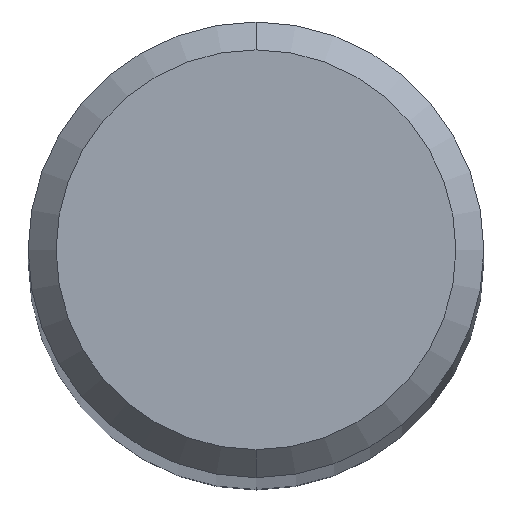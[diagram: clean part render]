
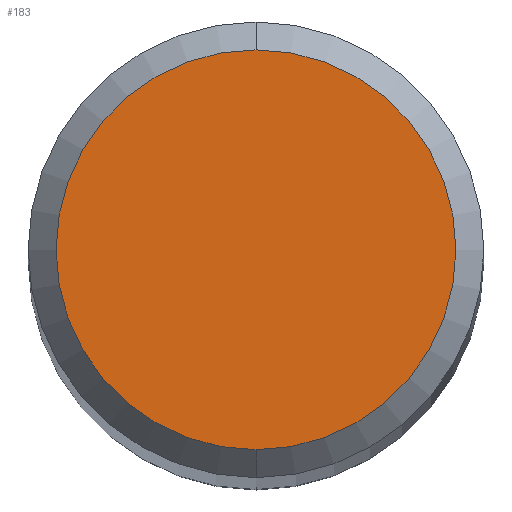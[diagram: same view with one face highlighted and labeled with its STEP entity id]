
A CAD part, top view. The second image highlights one B-rep face of the part: STEP entity #183.
In plain terms, the highlighted planar face has unit normal (0, 0, 1).
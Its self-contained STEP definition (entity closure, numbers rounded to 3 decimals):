
#159=VERTEX_POINT('',#390);
#183=ADVANCED_FACE('',(#417),#418,.T.);
#203=VERTEX_POINT('',#441);
#267=EDGE_CURVE('',#159,#203,#513,.T.);
#317=EDGE_CURVE('',#203,#159,#569,.T.);
#390=CARTESIAN_POINT('',(0.,-2.15,0.0));
#417=FACE_OUTER_BOUND('',#679,.T.);
#418=PLANE('',#680);
#441=CARTESIAN_POINT('',(0.0,2.15,0.0));
#513=CIRCLE('',#806,2.15);
#569=CIRCLE('',#877,2.15);
#679=EDGE_LOOP('',(#974,#975));
#680=AXIS2_PLACEMENT_3D('',#976,#977,#978);
#806=AXIS2_PLACEMENT_3D('',#1105,#1106,#1107);
#877=AXIS2_PLACEMENT_3D('',#1178,#1179,#1180);
#974=ORIENTED_EDGE('',*,*,#317,.F.);
#975=ORIENTED_EDGE('',*,*,#267,.F.);
#976=CARTESIAN_POINT('',(0.0,1.075,0.0));
#977=DIRECTION('',(-0.0,0.0,1.0));
#978=DIRECTION('',(0.0,-1.0,0.0));
#1105=CARTESIAN_POINT('',(0.0,0.0,0.0));
#1106=DIRECTION('',(0.0,0.0,-1.0));
#1107=DIRECTION('',(0.0,1.0,0.0));
#1178=CARTESIAN_POINT('',(0.0,0.0,0.0));
#1179=DIRECTION('',(0.0,0.0,-1.0));
#1180=DIRECTION('',(0.0,1.0,0.0));
